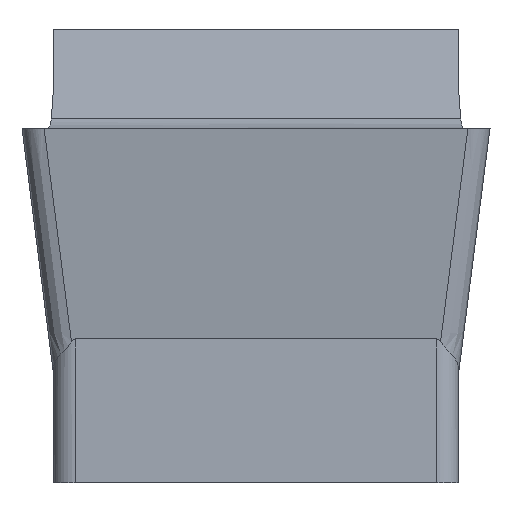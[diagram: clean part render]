
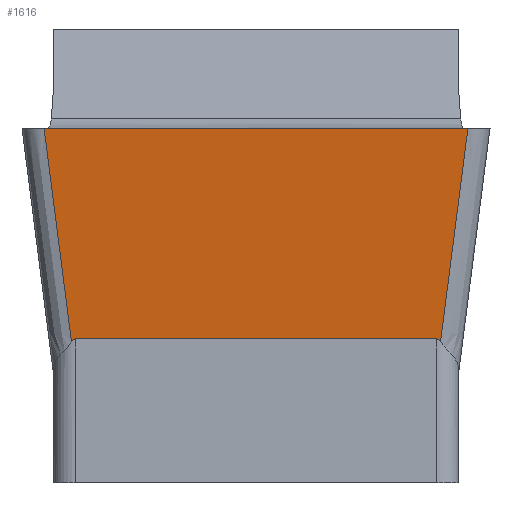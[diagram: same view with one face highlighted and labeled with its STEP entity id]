
A CAD part, front view. The second image highlights one B-rep face of the part: STEP entity #1616.
In plain terms, the highlighted planar face has unit normal (0, -0.993, -0.122).
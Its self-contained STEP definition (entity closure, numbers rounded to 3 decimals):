
#534=CARTESIAN_POINT('',(2.875,0.,
0.));
#539=DIRECTION('',(-1.,0.,0.));
#540=VECTOR('',#539,5.75);
#541=CARTESIAN_POINT('',(2.875,0.,
0.));
#542=LINE('',#541,#540);
#625=CARTESIAN_POINT('',(2.504,0.355,-2.891));
#644=CARTESIAN_POINT('',(2.45,0.35,-2.851));
#645=CARTESIAN_POINT('',(2.463,0.35,-2.851));
#646=CARTESIAN_POINT('',(2.482,0.351,-2.862));
#647=CARTESIAN_POINT('',(2.497,0.354,-2.88));
#648=CARTESIAN_POINT('',(2.504,0.355,-2.891));
#653=DIRECTION('',(1.,0.,0.));
#654=VECTOR('',#653,4.9);
#655=CARTESIAN_POINT('',(-2.45,0.35,-2.851));
#656=LINE('',#655,#654);
#660=DIRECTION('',(-0.126,0.121,-0.985));
#661=VECTOR('',#660,2.936);
#662=CARTESIAN_POINT('',(2.875,0.,
0.));
#663=LINE('',#662,#661);
#667=DIRECTION('',(-0.126,-0.121,0.985));
#668=VECTOR('',#667,2.936);
#669=CARTESIAN_POINT('',(-2.504,0.355,
-2.891));
#670=LINE('',#669,#668);
#674=CARTESIAN_POINT('',(-2.504,0.355,
-2.891));
#675=CARTESIAN_POINT('',(-2.497,0.354,
-2.88));
#676=CARTESIAN_POINT('',(-2.482,0.351,
-2.862));
#677=CARTESIAN_POINT('',(-2.463,0.35,
-2.851));
#678=CARTESIAN_POINT('',(-2.45,0.35,-2.851));
#857=VERTEX_POINT('',#534);
#858=CARTESIAN_POINT('',(-2.875,0.,
0.));
#859=VERTEX_POINT('',#858);
#865=VERTEX_POINT('',#625);
#866=CARTESIAN_POINT('',(2.45,0.35,-2.851));
#867=VERTEX_POINT('',#866);
#868=CARTESIAN_POINT('',(-2.45,0.35,-2.851));
#869=VERTEX_POINT('',#868);
#870=VERTEX_POINT('',#674);
#1601=CARTESIAN_POINT('',(3.875,0.212,-1.725));
#1602=DIRECTION('',(0.,-0.993,-0.122));
#1603=DIRECTION('',(0.,-0.122,0.993));
#1604=AXIS2_PLACEMENT_3D('',#1601,#1602,#1603);
#1605=PLANE('',#1604);
#1606=ORIENTED_EDGE('',*,*,#1459,.F.);
#1607=ORIENTED_EDGE('',*,*,#1531,.T.);
#1608=ORIENTED_EDGE('',*,*,#1558,.F.);
#1609=ORIENTED_EDGE('',*,*,#1580,.F.);
#1611=ORIENTED_EDGE('',*,*,#1610,.F.);
#1613=ORIENTED_EDGE('',*,*,#1612,.T.);
#1614=EDGE_LOOP('',(#1606,#1607,#1608,#1609,#1611,#1613));
#1615=FACE_OUTER_BOUND('',#1614,.F.);
#649=B_SPLINE_CURVE_WITH_KNOTS('',3,(#644,#645,#646,#647,#648),.UNSPECIFIED.,
.F.,.F.,(4,1,4),(0.,0.5,1.),.UNSPECIFIED.);
#679=B_SPLINE_CURVE_WITH_KNOTS('',3,(#674,#675,#676,#677,#678),.UNSPECIFIED.,
.F.,.F.,(4,1,4),(0.,0.5,1.),.UNSPECIFIED.);
#1459=EDGE_CURVE('',#857,#859,#542,.T.);
#1531=EDGE_CURVE('',#857,#865,#663,.T.);
#1558=EDGE_CURVE('',#867,#865,#649,.T.);
#1580=EDGE_CURVE('',#869,#867,#656,.T.);
#1610=EDGE_CURVE('',#870,#869,#679,.T.);
#1612=EDGE_CURVE('',#870,#859,#670,.T.);
#1616=ADVANCED_FACE('',(#1615),#1605,.T.);
